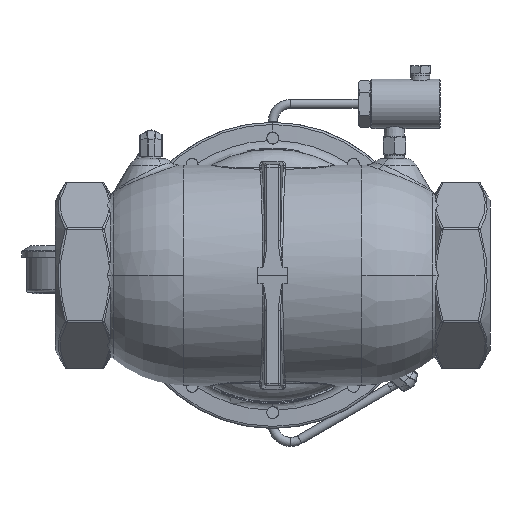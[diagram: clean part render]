
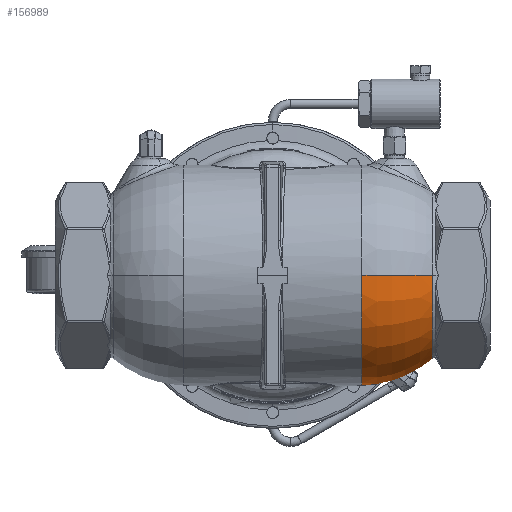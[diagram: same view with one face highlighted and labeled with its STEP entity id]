
A CAD part, front view. The second image highlights one B-rep face of the part: STEP entity #156989.
In plain terms, the highlighted toroidal (fillet/blend) face has major radius 3.347 mm and minor radius 74.441 mm.
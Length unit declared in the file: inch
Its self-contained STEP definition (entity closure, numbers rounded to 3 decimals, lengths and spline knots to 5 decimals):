
#1460 = CARTESIAN_POINT ( 'NONE',  ( 2.47459, 0., 0. ) ) ;
#8438 = CARTESIAN_POINT ( 'NONE',  ( 3.9613, 2.00911, -1.74124 ) ) ;
#8506 = CARTESIAN_POINT ( 'NONE',  ( 2.52317, 1.82015, -2.46428 ) ) ;
#17818 = CARTESIAN_POINT ( 'NONE',  ( 3.74137, 1.96974, -1.95792 ) ) ;
#20138 = DIRECTION ( 'NONE',  ( 0., -1., 0. ) ) ;
#27897 = B_SPLINE_CURVE_WITH_KNOTS ( 'NONE', 3,
 ( #230252, #8438, #52439, #170065, #142167, #102444, #211162, #167182, #30441, #209697, #236046, #34796, #118616, #28995, #143620, #187678 ),
 .UNSPECIFIED., .F., .F.,
 ( 4, 2, 2, 2, 2, 2, 2, 4 ),
 ( 0., 0.00615, 0.00923, 0.01231, 0.02461, 0.03692, 0.04307, 0.04922 ),
 .UNSPECIFIED. ) ;
#28995 = CARTESIAN_POINT ( 'NONE',  ( 4.33848, 2.38936, -0.16113 ) ) ;
#29615 = EDGE_CURVE ( 'NONE', #108569, #67148, #167279, .T. ) ;
#30441 = CARTESIAN_POINT ( 'NONE',  ( 4.19613, 2.254, -1.10136 ) ) ;
#32329 = EDGE_CURVE ( 'NONE', #124139, #113153, #40177, .T. ) ;
#34796 = CARTESIAN_POINT ( 'NONE',  ( 4.32222, 2.3743, -0.40198 ) ) ;
#36490 = DIRECTION ( 'NONE',  ( 0., -1., 0. ) ) ;
#38634 = EDGE_CURVE ( 'NONE', #115381, #108569, #141489, .T. ) ;
#39794 = CARTESIAN_POINT ( 'NONE',  ( 3.45614, 1.96391, -2.12482 ) ) ;
#40177 = B_SPLINE_CURVE_WITH_KNOTS ( 'NONE', 3,
 ( #173607, #282262, #172171, #129447, #60353, #286565, #63256, #151512, #39794, #241004, #219046, #17818, #107392, #264503 ),
 .UNSPECIFIED., .F., .F.,
 ( 4, 2, 2, 2, 2, 2, 4 ),
 ( 0.00102, 0.01027, 0.01952, 0.02183, 0.02415, 0.02877, 0.03802 ),
 .UNSPECIFIED. ) ;
#46108 = DIRECTION ( 'NONE',  ( 0., 1., 0. ) ) ;
#52290 = ORIENTED_EDGE ( 'NONE', *, *, #271099, .T. ) ;
#52439 = CARTESIAN_POINT ( 'NONE',  ( 3.99148, 2.04223, -1.67401 ) ) ;
#55651 = DIRECTION ( 'NONE',  ( -1., 0., 0. ) ) ;
#56857 = AXIS2_PLACEMENT_3D ( 'NONE', #256997, #233462, #55651 ) ;
#59022 = VERTEX_POINT ( 'NONE', #260765 ) ;
#60353 = CARTESIAN_POINT ( 'NONE',  ( 3.20725, 1.95871, -2.23525 ) ) ;
#63256 = CARTESIAN_POINT ( 'NONE',  ( 3.3743, 1.96221, -2.16398 ) ) ;
#65742 = CARTESIAN_POINT ( 'NONE',  ( 2.47459, -0.13176, 0. ) ) ;
#66342 = EDGE_CURVE ( 'NONE', #59022, #124139, #80132, .T. ) ;
#67148 = VERTEX_POINT ( 'NONE', #146739 ) ;
#75305 = EDGE_CURVE ( 'NONE', #113153, #115381, #27897, .T. ) ;
#80132 = B_SPLINE_CURVE_WITH_KNOTS ( 'NONE', 3,
 ( #96640, #8506, #274373, #98096 ),
 .UNSPECIFIED., .F., .F.,
 ( 4, 4 ),
 ( 0., 0.00726 ),
 .UNSPECIFIED. ) ;
#96640 = CARTESIAN_POINT ( 'NONE',  ( 2.47459, 1.75288, -2.51124 ) ) ;
#98096 = CARTESIAN_POINT ( 'NONE',  ( 2.62168, 1.94571, -2.36019 ) ) ;
#102444 = CARTESIAN_POINT ( 'NONE',  ( 4.07568, 2.13184, -1.46522 ) ) ;
#107392 = CARTESIAN_POINT ( 'NONE',  ( 3.83819, 1.97169, -1.88642 ) ) ;
#108569 = VERTEX_POINT ( 'NONE', #109958 ) ;
#109958 = CARTESIAN_POINT ( 'NONE',  ( 4.43103, 2.31386, 0. ) ) ;
#113153 = VERTEX_POINT ( 'NONE', #176648 ) ;
#114389 = ORIENTED_EDGE ( 'NONE', *, *, #66342, .T. ) ;
#114709 = CIRCLE ( 'NONE', #171262, 2.93074 ) ;
#115381 = VERTEX_POINT ( 'NONE', #152723 ) ;
#118616 = CARTESIAN_POINT ( 'NONE',  ( 4.32919, 2.38076, -0.32177 ) ) ;
#124139 = VERTEX_POINT ( 'NONE', #170762 ) ;
#126151 = DIRECTION ( 'NONE',  ( 0., 0., 1. ) ) ;
#129447 = CARTESIAN_POINT ( 'NONE',  ( 3.09341, 1.95627, -2.273 ) ) ;
#129473 = EDGE_LOOP ( 'NONE', ( #151212, #52290, #114389, #246506, #258153, #219801, #219489 ) ) ;
#138431 = CARTESIAN_POINT ( 'NONE',  ( 2.47459, -3.0625, 0. ) ) ;
#141489 = CIRCLE ( 'NONE', #56857, 2.93074 ) ;
#142167 = CARTESIAN_POINT ( 'NONE',  ( 4.0485, 2.1033, -1.5358 ) ) ;
#143620 = CARTESIAN_POINT ( 'NONE',  ( 4.34081, 2.39151, -0.08065 ) ) ;
#146739 = CARTESIAN_POINT ( 'NONE',  ( 4.43103, -2.31386, 0. ) ) ;
#151212 = ORIENTED_EDGE ( 'NONE', *, *, #183442, .F. ) ;
#151512 = CARTESIAN_POINT ( 'NONE',  ( 3.42908, 1.96335, -2.13822 ) ) ;
#152723 = CARTESIAN_POINT ( 'NONE',  ( 4.34081, 2.39151, 0. ) ) ;
#153837 = DIRECTION ( 'NONE',  ( -1., 0., 0. ) ) ;
#155191 = AXIS2_PLACEMENT_3D ( 'NONE', #1460, #268773, #179328 ) ;
#156989 = ADVANCED_FACE ( 'NONE', ( #206267 ), #227883, .T. ) ;
#157795 = DIRECTION ( 'NONE',  ( 1., 0., 0. ) ) ;
#167182 = CARTESIAN_POINT ( 'NONE',  ( 4.15263, 2.21117, -1.2494 ) ) ;
#167279 = CIRCLE ( 'NONE', #218763, 2.31386 ) ;
#170065 = CARTESIAN_POINT ( 'NONE',  ( 4.03452, 2.08846, -1.57066 ) ) ;
#170762 = CARTESIAN_POINT ( 'NONE',  ( 2.62168, 1.94571, -2.36019 ) ) ;
#171262 = AXIS2_PLACEMENT_3D ( 'NONE', #65742, #126151, #36490 ) ;
#172171 = CARTESIAN_POINT ( 'NONE',  ( 2.86108, 1.95118, -2.33037 ) ) ;
#173607 = CARTESIAN_POINT ( 'NONE',  ( 2.62168, 1.94571, -2.36019 ) ) ;
#176439 = AXIS2_PLACEMENT_3D ( 'NONE', #244444, #157795, #46108 ) ;
#176648 = CARTESIAN_POINT ( 'NONE',  ( 3.92982, 1.97352, -1.80679 ) ) ;
#179328 = DIRECTION ( 'NONE',  ( 0., 1., 0. ) ) ;
#183442 = EDGE_CURVE ( 'NONE', #190245, #67148, #114709, .T. ) ;
#187678 = CARTESIAN_POINT ( 'NONE',  ( 4.34081, 2.39151, 0. ) ) ;
#190245 = VERTEX_POINT ( 'NONE', #138431 ) ;
#206267 = FACE_OUTER_BOUND ( 'NONE', #129473, .T. ) ;
#209697 = CARTESIAN_POINT ( 'NONE',  ( 4.26701, 2.32259, -0.79753 ) ) ;
#211162 = CARTESIAN_POINT ( 'NONE',  ( 4.0889, 2.14557, -1.42945 ) ) ;
#218763 = AXIS2_PLACEMENT_3D ( 'NONE', #241879, #153837, #20138 ) ;
#219046 = CARTESIAN_POINT ( 'NONE',  ( 3.58857, 1.96663, -2.05331 ) ) ;
#219489 = ORIENTED_EDGE ( 'NONE', *, *, #29615, .T. ) ;
#219801 = ORIENTED_EDGE ( 'NONE', *, *, #38634, .T. ) ;
#227883 = TOROIDAL_SURFACE ( 'NONE', #176439, 0.13176, 2.93074 ) ;
#230252 = CARTESIAN_POINT ( 'NONE',  ( 3.92982, 1.97352, -1.80679 ) ) ;
#233462 = DIRECTION ( 'NONE',  ( 0., 0., -1. ) ) ;
#236046 = CARTESIAN_POINT ( 'NONE',  ( 4.29441, 2.34833, -0.64173 ) ) ;
#241004 = CARTESIAN_POINT ( 'NONE',  ( 3.53637, 1.96556, -2.08312 ) ) ;
#241879 = CARTESIAN_POINT ( 'NONE',  ( 4.43103, 0., 0. ) ) ;
#244444 = CARTESIAN_POINT ( 'NONE',  ( 2.47459, 0., 0. ) ) ;
#246506 = ORIENTED_EDGE ( 'NONE', *, *, #32329, .T. ) ;
#256997 = CARTESIAN_POINT ( 'NONE',  ( 2.47459, 0.13176, 0. ) ) ;
#258153 = ORIENTED_EDGE ( 'NONE', *, *, #75305, .T. ) ;
#260765 = CARTESIAN_POINT ( 'NONE',  ( 2.47459, 1.75288, -2.51124 ) ) ;
#264503 = CARTESIAN_POINT ( 'NONE',  ( 3.92982, 1.97352, -1.80679 ) ) ;
#268773 = DIRECTION ( 'NONE',  ( 1., 0., 0. ) ) ;
#271099 = EDGE_CURVE ( 'NONE', #190245, #59022, #281806, .T. ) ;
#274373 = CARTESIAN_POINT ( 'NONE',  ( 2.57236, 1.88435, -2.41399 ) ) ;
#281806 = CIRCLE ( 'NONE', #155191, 3.0625 ) ;
#282262 = CARTESIAN_POINT ( 'NONE',  ( 2.74259, 1.94852, -2.35001 ) ) ;
#286565 = CARTESIAN_POINT ( 'NONE',  ( 3.34654, 1.96163, -2.17637 ) ) ;
